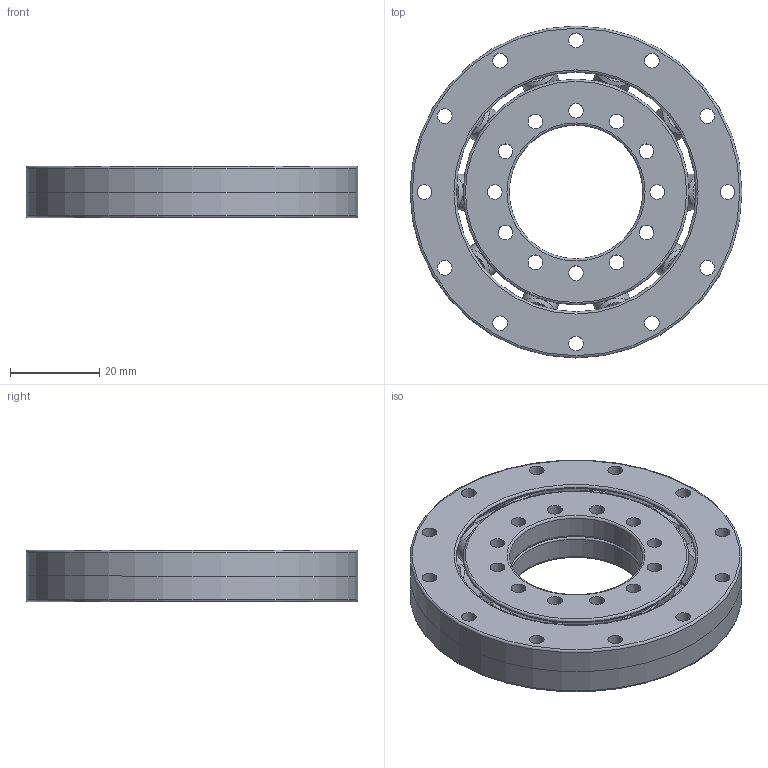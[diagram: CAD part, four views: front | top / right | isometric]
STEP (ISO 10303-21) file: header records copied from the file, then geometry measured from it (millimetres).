
FILE_DESCRIPTION(('FreeCAD Model'),'2;1');
FILE_NAME('Open CASCADE Shape Model','2025-02-10T01:35:57',('Author'),( ''),'Open CASCADE STEP processor 7.6','FreeCAD','Unknown');
FILE_SCHEMA(('AUTOMOTIVE_DESIGN { 1 0 10303 214 1 1 1 1 }'));
Length unit declared in the file: millimetre
Products named in the file (5): Bearing_v7; rolls_a; race_outer; race_inner_bottom; race_inner_top
Assembly tree (4 placements, depth 2):
  Bearing_v7
    rolls_a
    race_outer
    race_inner_bottom
    race_inner_top
Bounding box: 74.51 x 74.51 x 11.57 mm (x, y, z)
Volume: 31328.4 mm3; surface area: 22216.4 mm2
Topology: 13 solids, 13 shells, 130 faces, 270 edges, 166 vertices
Faces by surface type: cylinder 64, plane 26, cone 24, torus 14, bspline 2
Full cylindrical faces by diameter (mm): 3.3 x36, 3.88 x10, 8.08 x10, 29.99 x2, 50.645 x2, 53.801 x2, 74.51 x2
Entity records: 7829 total; most frequent: CARTESIAN_POINT 1845, DIRECTION 1150, ORIENTED_EDGE 540, PCURVE 540, DEFINITIONAL_REPRESENTATION 540, LINE 478, VECTOR 478, AXIS2_PLACEMENT_3D 309
